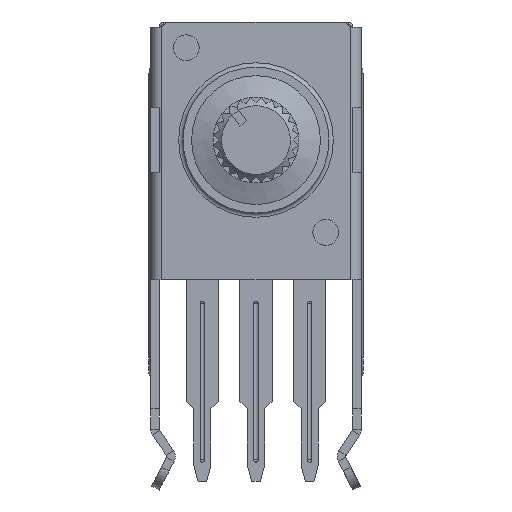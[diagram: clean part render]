
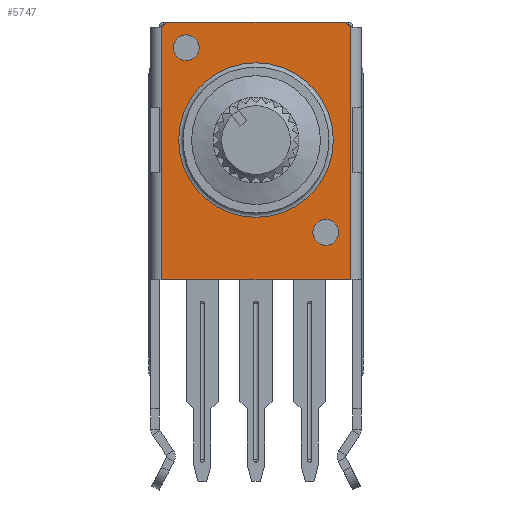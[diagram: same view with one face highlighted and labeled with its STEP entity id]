
A CAD part, front view. The second image highlights one B-rep face of the part: STEP entity #5747.
In plain terms, the highlighted planar face has unit normal (0, -1, 0).
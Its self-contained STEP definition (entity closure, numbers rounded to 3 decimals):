
#4238 = VERTEX_POINT('',#4239);
#4239 = CARTESIAN_POINT('',(4.4,-3.7,6.));
#4263 = VERTEX_POINT('',#4264);
#4264 = CARTESIAN_POINT('',(4.4,-3.7,11.));
#4392 = VERTEX_POINT('',#4393);
#4393 = CARTESIAN_POINT('',(4.4,-3.7,14.));
#4415 = VERTEX_POINT('',#4416);
#4416 = CARTESIAN_POINT('',(4.4,-3.7,17.75));
#4752 = EDGE_CURVE('',#4392,#4415,#4753,.T.);
#4753 = LINE('',#4754,#4755);
#4754 = CARTESIAN_POINT('',(4.4,-3.7,14.));
#4755 = VECTOR('',#4756,1.);
#4756 = DIRECTION('',(0.,0.,1.));
#4767 = EDGE_CURVE('',#4238,#4263,#4768,.T.);
#4768 = LINE('',#4769,#4770);
#4769 = CARTESIAN_POINT('',(4.4,-3.7,6.));
#4770 = VECTOR('',#4771,1.);
#4771 = DIRECTION('',(0.,0.,1.));
#4884 = VERTEX_POINT('',#4885);
#4885 = CARTESIAN_POINT('',(-4.4,-3.7,6.));
#4893 = EDGE_CURVE('',#4884,#4238,#4894,.T.);
#4894 = LINE('',#4895,#4896);
#4895 = CARTESIAN_POINT('',(-4.4,-3.7,6.));
#4896 = VECTOR('',#4897,1.);
#4897 = DIRECTION('',(1.,0.,0.));
#4907 = EDGE_CURVE('',#4392,#4263,#4908,.T.);
#4908 = LINE('',#4909,#4910);
#4909 = CARTESIAN_POINT('',(4.4,-3.7,14.));
#4910 = VECTOR('',#4911,1.);
#4911 = DIRECTION('',(0.,0.,-1.));
#4924 = EDGE_CURVE('',#4925,#4927,#4929,.T.);
#4925 = VERTEX_POINT('',#4926);
#4926 = CARTESIAN_POINT('',(-4.4,-3.7,11.));
#4927 = VERTEX_POINT('',#4928);
#4928 = CARTESIAN_POINT('',(-4.4,-3.7,14.));
#4929 = LINE('',#4930,#4931);
#4930 = CARTESIAN_POINT('',(-4.4,-3.7,11.));
#4931 = VECTOR('',#4932,1.);
#4932 = DIRECTION('',(0.,0.,1.));
#4989 = VERTEX_POINT('',#4990);
#4990 = CARTESIAN_POINT('',(-4.4,-3.7,17.75));
#4996 = EDGE_CURVE('',#4997,#4989,#4999,.T.);
#4997 = VERTEX_POINT('',#4998);
#4998 = CARTESIAN_POINT('',(-4.15,-3.7,18.));
#4999 = LINE('',#5000,#5001);
#5000 = CARTESIAN_POINT('',(-4.15,-3.7,18.));
#5001 = VECTOR('',#5002,1.);
#5002 = DIRECTION('',(-0.707,0.,-0.707));
#5021 = EDGE_CURVE('',#5022,#4997,#5024,.T.);
#5022 = VERTEX_POINT('',#5023);
#5023 = CARTESIAN_POINT('',(4.15,-3.7,18.));
#5024 = LINE('',#5025,#5026);
#5025 = CARTESIAN_POINT('',(4.15,-3.7,18.));
#5026 = VECTOR('',#5027,1.);
#5027 = DIRECTION('',(-1.,0.,0.));
#5046 = EDGE_CURVE('',#4415,#5022,#5047,.T.);
#5047 = LINE('',#5048,#5049);
#5048 = CARTESIAN_POINT('',(4.4,-3.7,17.75));
#5049 = VECTOR('',#5050,1.);
#5050 = DIRECTION('',(-0.707,0.,0.707));
#5095 = VERTEX_POINT('',#5096);
#5096 = CARTESIAN_POINT('',(-2.65,-3.7,16.8));
#5101 = EDGE_CURVE('',#5095,#5095,#5102,.T.);
#5102 = CIRCLE('',#5103,0.6);
#5103 = AXIS2_PLACEMENT_3D('',#5104,#5105,#5106);
#5104 = CARTESIAN_POINT('',(-3.25,-3.7,16.8));
#5105 = DIRECTION('',(0.,-1.,0.));
#5106 = DIRECTION('',(1.,0.,0.));
#5119 = VERTEX_POINT('',#5120);
#5120 = CARTESIAN_POINT('',(3.85,-3.7,8.2));
#5125 = EDGE_CURVE('',#5119,#5119,#5126,.T.);
#5126 = CIRCLE('',#5127,0.6);
#5127 = AXIS2_PLACEMENT_3D('',#5128,#5129,#5130);
#5128 = CARTESIAN_POINT('',(3.25,-3.7,8.2));
#5129 = DIRECTION('',(0.,-1.,0.));
#5130 = DIRECTION('',(1.,0.,0.));
#5747 = ADVANCED_FACE('',(#5748,#5770,#5773,#5776),#5787,.T.);
#5748 = FACE_BOUND('',#5749,.T.);
#5749 = EDGE_LOOP('',(#5750,#5751,#5757,#5758,#5759,#5760,#5761,#5762,
    #5763,#5764));
#5750 = ORIENTED_EDGE('',*,*,#4924,.F.);
#5751 = ORIENTED_EDGE('',*,*,#5752,.T.);
#5752 = EDGE_CURVE('',#4925,#4884,#5753,.T.);
#5753 = LINE('',#5754,#5755);
#5754 = CARTESIAN_POINT('',(-4.4,-3.7,11.));
#5755 = VECTOR('',#5756,1.);
#5756 = DIRECTION('',(0.,0.,-1.));
#5757 = ORIENTED_EDGE('',*,*,#4893,.T.);
#5758 = ORIENTED_EDGE('',*,*,#4767,.T.);
#5759 = ORIENTED_EDGE('',*,*,#4907,.F.);
#5760 = ORIENTED_EDGE('',*,*,#4752,.T.);
#5761 = ORIENTED_EDGE('',*,*,#5046,.T.);
#5762 = ORIENTED_EDGE('',*,*,#5021,.T.);
#5763 = ORIENTED_EDGE('',*,*,#4996,.T.);
#5764 = ORIENTED_EDGE('',*,*,#5765,.T.);
#5765 = EDGE_CURVE('',#4989,#4927,#5766,.T.);
#5766 = LINE('',#5767,#5768);
#5767 = CARTESIAN_POINT('',(-4.4,-3.7,17.75));
#5768 = VECTOR('',#5769,1.);
#5769 = DIRECTION('',(0.,0.,-1.));
#5770 = FACE_BOUND('',#5771,.T.);
#5771 = EDGE_LOOP('',(#5772));
#5772 = ORIENTED_EDGE('',*,*,#5101,.F.);
#5773 = FACE_BOUND('',#5774,.T.);
#5774 = EDGE_LOOP('',(#5775));
#5775 = ORIENTED_EDGE('',*,*,#5125,.F.);
#5776 = FACE_BOUND('',#5777,.T.);
#5777 = EDGE_LOOP('',(#5778));
#5778 = ORIENTED_EDGE('',*,*,#5779,.F.);
#5779 = EDGE_CURVE('',#5780,#5780,#5782,.T.);
#5780 = VERTEX_POINT('',#5781);
#5781 = CARTESIAN_POINT('',(3.6,-3.7,12.5));
#5782 = CIRCLE('',#5783,3.6);
#5783 = AXIS2_PLACEMENT_3D('',#5784,#5785,#5786);
#5784 = CARTESIAN_POINT('',(0.,-3.7,12.5));
#5785 = DIRECTION('',(0.,-1.,0.));
#5786 = DIRECTION('',(1.,0.,0.));
#5787 = PLANE('',#5788);
#5788 = AXIS2_PLACEMENT_3D('',#5789,#5790,#5791);
#5789 = CARTESIAN_POINT('',(0.,-3.7,0.)
  );
#5790 = DIRECTION('',(0.,-1.,0.));
#5791 = DIRECTION('',(1.,0.,0.));
